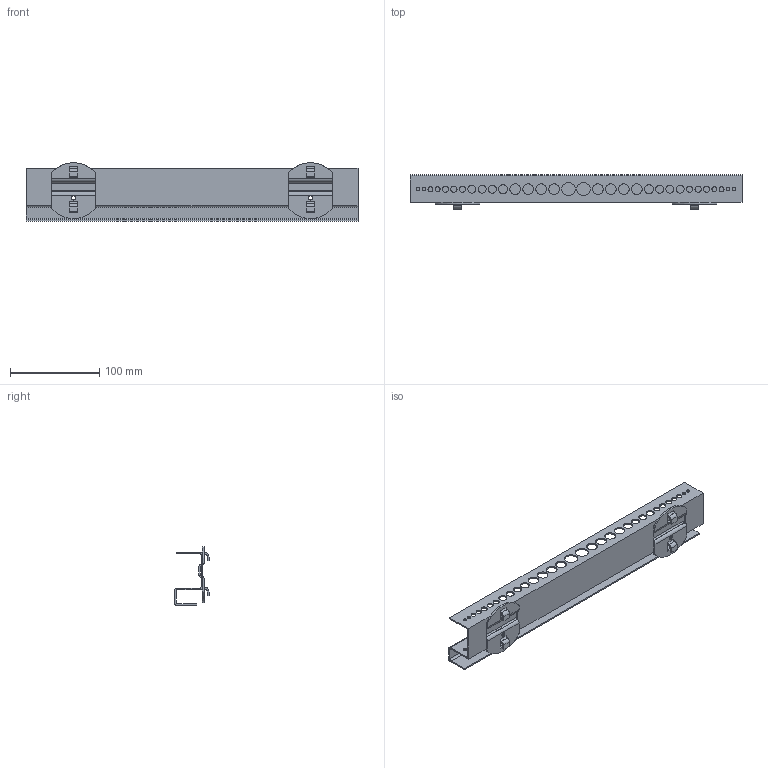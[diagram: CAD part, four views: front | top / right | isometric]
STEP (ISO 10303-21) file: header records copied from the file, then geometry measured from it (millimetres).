
FILE_DESCRIPTION((''),'2;1');
FILE_NAME('86513.stp','2020-12-18T12:41:27',('arma03'),(''),'Autodesk Inventor 2013','Autodesk Inventor 2013','');
FILE_SCHEMA(('AUTOMOTIVE_DESIGN { 1 0 10303 214 1 1 1 1 }'));
Length unit declared in the file: millimetre
Products named in the file (1): 86513
Bounding box: 371.2 x 38.73 x 65.51 mm (x, y, z)
Volume: 81052.6 mm3; surface area: 103386.4 mm2
Topology: 1 solids, 1 shells, 282 faces, 740 edges, 442 vertices
Faces by surface type: plane 164, cylinder 118
Full cylindrical faces by diameter (mm): 4 x8, 5 x2, 5.5 x8, 7 x12, 9 x12, 10 x4, 12 x16, 15 x4
Entity records: 8546 total; most frequent: DIRECTION 1502, CARTESIAN_POINT 1395, ORIENTED_EDGE 1344, EDGE_CURVE 672, AXIS2_PLACEMENT_3D 547, EDGE_LOOP 486, VERTEX_POINT 440, VECTOR 408
